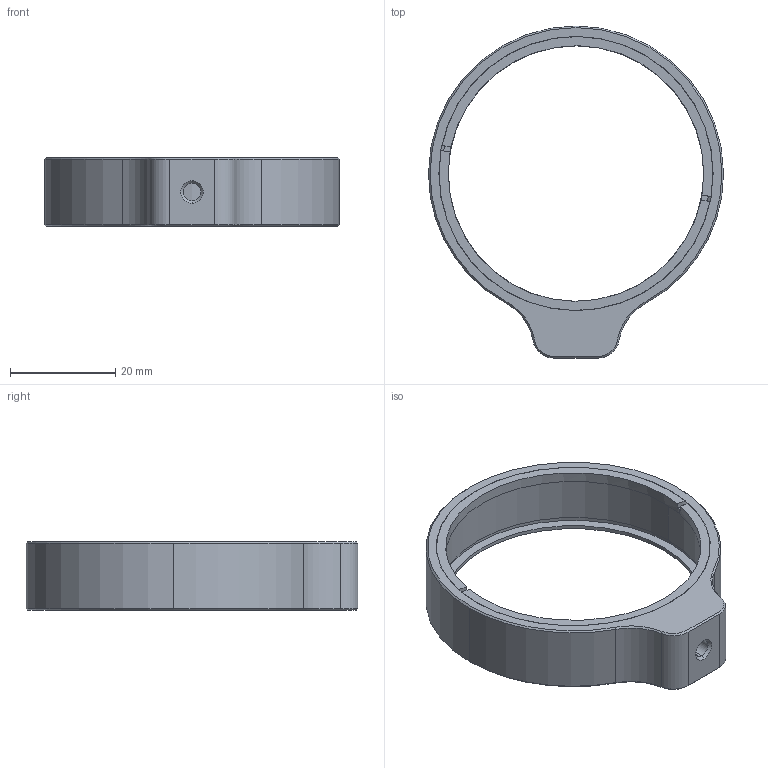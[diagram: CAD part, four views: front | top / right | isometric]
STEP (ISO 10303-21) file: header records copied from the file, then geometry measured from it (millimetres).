
FILE_DESCRIPTION (( 'STEP AP203' ), '1' );
FILE_NAME ('GCM-081250M_三维.STEP', '2020-09-28T03:10:23', ( 'Microsoft' ), ( 'Microsoft' ), 'SwSTEP 2.0', 'SolidWorks 2015', '' );
FILE_SCHEMA (( 'CONFIG_CONTROL_DESIGN' ));
Length unit declared in the file: millimetre
Products named in the file (1): GCM-081250M_三维
Bounding box: 56 x 63 x 13 mm (x, y, z)
Surface area: 7160.9 mm2 (no closed solid volume)
Topology: 0 solids, 2 shells, 110 faces, 316 edges, 208 vertices
Faces by surface type: cylinder 46, plane 46, cone 18
Entity records: 3688 total; most frequent: DIRECTION 666, CARTESIAN_POINT 635, ORIENTED_EDGE 568, EDGE_CURVE 316, AXIS2_PLACEMENT_3D 239, VERTEX_POINT 208, LINE 188, VECTOR 188
